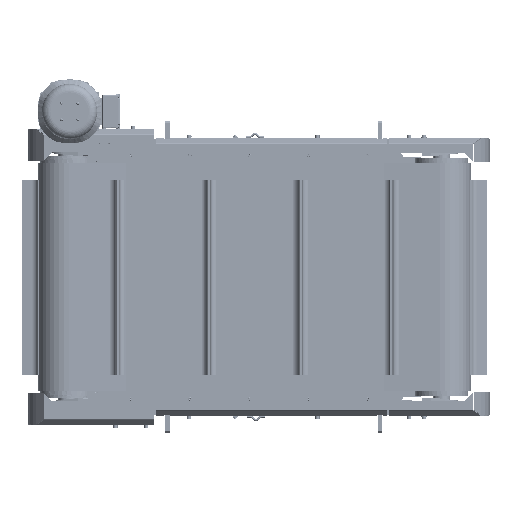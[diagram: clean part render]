
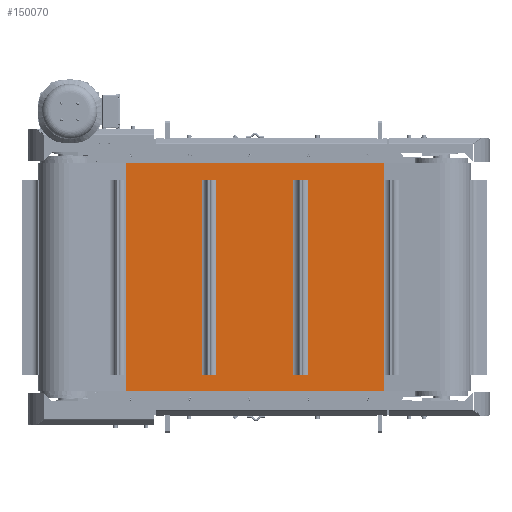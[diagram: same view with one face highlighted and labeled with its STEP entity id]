
A CAD part, left-side view. The second image highlights one B-rep face of the part: STEP entity #150070.
In plain terms, the highlighted planar face has unit normal (-1, 0, 0).
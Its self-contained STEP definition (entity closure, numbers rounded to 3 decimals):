
#5510=FACE_BOUND('',#22804,.T.);
#5511=FACE_BOUND('',#22805,.T.);
#8230=PLANE('',#160571);
#14234=FACE_OUTER_BOUND('',#22803,.T.);
#22803=EDGE_LOOP('',(#111120,#111121,#111122,#111123));
#22804=EDGE_LOOP('',(#111124,#111125,#111126,#111127));
#22805=EDGE_LOOP('',(#111128,#111129,#111130,#111131));
#33905=LINE('',#231911,#47041);
#33917=LINE('',#231944,#47053);
#33918=LINE('',#231946,#47054);
#33919=LINE('',#231947,#47055);
#33920=LINE('',#231950,#47056);
#33921=LINE('',#231952,#47057);
#33922=LINE('',#231954,#47058);
#33923=LINE('',#231955,#47059);
#33924=LINE('',#231958,#47060);
#33925=LINE('',#231960,#47061);
#33926=LINE('',#231962,#47062);
#33927=LINE('',#231963,#47063);
#47041=VECTOR('',#183748,10.);
#47053=VECTOR('',#183772,10.);
#47054=VECTOR('',#183773,10.);
#47055=VECTOR('',#183774,10.);
#47056=VECTOR('',#183775,10.);
#47057=VECTOR('',#183776,10.);
#47058=VECTOR('',#183777,10.);
#47059=VECTOR('',#183778,10.);
#47060=VECTOR('',#183779,10.);
#47061=VECTOR('',#183780,10.);
#47062=VECTOR('',#183781,10.);
#47063=VECTOR('',#183782,10.);
#65418=VERTEX_POINT('',#231909);
#65419=VERTEX_POINT('',#231910);
#65434=VERTEX_POINT('',#231943);
#65435=VERTEX_POINT('',#231945);
#65436=VERTEX_POINT('',#231948);
#65437=VERTEX_POINT('',#231949);
#65438=VERTEX_POINT('',#231951);
#65439=VERTEX_POINT('',#231953);
#65440=VERTEX_POINT('',#231956);
#65441=VERTEX_POINT('',#231957);
#65442=VERTEX_POINT('',#231959);
#65443=VERTEX_POINT('',#231961);
#82046=EDGE_CURVE('',#65418,#65419,#33905,.T.);
#82063=EDGE_CURVE('',#65434,#65419,#33917,.T.);
#82064=EDGE_CURVE('',#65418,#65435,#33918,.T.);
#82065=EDGE_CURVE('',#65434,#65435,#33919,.T.);
#82066=EDGE_CURVE('',#65436,#65437,#33920,.T.);
#82067=EDGE_CURVE('',#65437,#65438,#33921,.T.);
#82068=EDGE_CURVE('',#65438,#65439,#33922,.T.);
#82069=EDGE_CURVE('',#65439,#65436,#33923,.T.);
#82070=EDGE_CURVE('',#65440,#65441,#33924,.T.);
#82071=EDGE_CURVE('',#65441,#65442,#33925,.T.);
#82072=EDGE_CURVE('',#65442,#65443,#33926,.T.);
#82073=EDGE_CURVE('',#65443,#65440,#33927,.T.);
#111120=ORIENTED_EDGE('',*,*,#82063,.T.);
#111121=ORIENTED_EDGE('',*,*,#82046,.F.);
#111122=ORIENTED_EDGE('',*,*,#82064,.T.);
#111123=ORIENTED_EDGE('',*,*,#82065,.F.);
#111124=ORIENTED_EDGE('',*,*,#82066,.T.);
#111125=ORIENTED_EDGE('',*,*,#82067,.T.);
#111126=ORIENTED_EDGE('',*,*,#82068,.T.);
#111127=ORIENTED_EDGE('',*,*,#82069,.T.);
#111128=ORIENTED_EDGE('',*,*,#82070,.T.);
#111129=ORIENTED_EDGE('',*,*,#82071,.T.);
#111130=ORIENTED_EDGE('',*,*,#82072,.T.);
#111131=ORIENTED_EDGE('',*,*,#82073,.T.);
#150070=ADVANCED_FACE('',(#14234,#5510,#5511),#8230,.T.);
#160571=AXIS2_PLACEMENT_3D('',#231942,#183770,#183771);
#183748=DIRECTION('',(0.,-1.,0.));
#183770=DIRECTION('center_axis',(-1.,0.,0.));
#183771=DIRECTION('ref_axis',(0.,-1.,0.));
#183772=DIRECTION('',(0.,0.,1.));
#183773=DIRECTION('',(0.,0.,-1.));
#183774=DIRECTION('',(0.,1.,0.));
#183775=DIRECTION('',(0.,1.,0.));
#183776=DIRECTION('',(0.,0.,1.));
#183777=DIRECTION('',(0.,-1.,0.));
#183778=DIRECTION('',(0.,0.,-1.));
#183779=DIRECTION('',(0.,1.,0.));
#183780=DIRECTION('',(0.,0.,1.));
#183781=DIRECTION('',(0.,-1.,0.));
#183782=DIRECTION('',(0.,0.,-1.));
#231909=CARTESIAN_POINT('',(-157.35,367.101,350.));
#231910=CARTESIAN_POINT('',(-157.35,-425.901,350.));
#231911=CARTESIAN_POINT('',(-157.35,367.101,350.));
#231942=CARTESIAN_POINT('Origin',(-157.35,367.101,0.));
#231943=CARTESIAN_POINT('',(-157.35,-425.901,-350.));
#231944=CARTESIAN_POINT('',(-157.35,-425.901,0.));
#231945=CARTESIAN_POINT('',(-157.35,367.101,-350.));
#231946=CARTESIAN_POINT('',(-157.35,367.101,0.));
#231947=CARTESIAN_POINT('',(-157.35,367.101,-350.));
#231948=CARTESIAN_POINT('',(-157.35,-192.629,-300.));
#231949=CARTESIAN_POINT('',(-157.35,-148.629,-300.));
#231950=CARTESIAN_POINT('',(-157.35,98.236,-300.));
#231951=CARTESIAN_POINT('',(-157.35,-148.629,300.));
#231952=CARTESIAN_POINT('',(-157.35,-148.629,0.));
#231953=CARTESIAN_POINT('',(-157.35,-192.629,300.));
#231954=CARTESIAN_POINT('',(-157.35,98.236,300.));
#231955=CARTESIAN_POINT('',(-157.35,-192.629,0.));
#231956=CARTESIAN_POINT('',(-157.35,90.134,-300.));
#231957=CARTESIAN_POINT('',(-157.35,134.134,-300.));
#231958=CARTESIAN_POINT('',(-157.35,239.618,-300.));
#231959=CARTESIAN_POINT('',(-157.35,134.134,300.));
#231960=CARTESIAN_POINT('',(-157.35,134.134,0.));
#231961=CARTESIAN_POINT('',(-157.35,90.134,300.));
#231962=CARTESIAN_POINT('',(-157.35,239.618,300.));
#231963=CARTESIAN_POINT('',(-157.35,90.134,0.));
